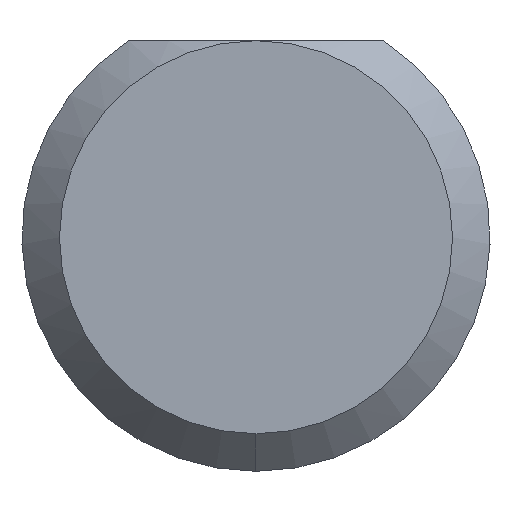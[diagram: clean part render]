
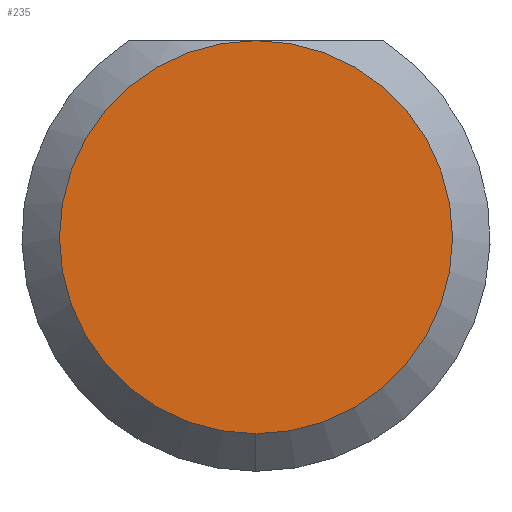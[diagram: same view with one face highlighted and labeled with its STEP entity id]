
A CAD part, left-side view. The second image highlights one B-rep face of the part: STEP entity #235.
In plain terms, the highlighted planar face has unit normal (-1, 0, 0).
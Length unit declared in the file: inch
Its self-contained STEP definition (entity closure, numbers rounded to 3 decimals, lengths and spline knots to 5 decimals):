
#14 = CARTESIAN_POINT ( 'NONE',  ( 0., 0., 0. ) ) ;
#27 = DIRECTION ( 'NONE',  ( -1., 0., 0. ) ) ;
#28 = CIRCLE ( 'NONE', #125, 0.05235 ) ;
#80 = PLANE ( 'NONE',  #725 ) ;
#119 = DIRECTION ( 'NONE',  ( -1., 0., 0. ) ) ;
#125 = AXIS2_PLACEMENT_3D ( 'NONE', #535, #119, #356 ) ;
#128 = EDGE_CURVE ( 'NONE', #285, #475, #417, .T. ) ;
#133 = DIRECTION ( 'NONE',  ( 1., 0., 0. ) ) ;
#138 = ORIENTED_EDGE ( 'NONE', *, *, #128, .T. ) ;
#199 = ORIENTED_EDGE ( 'NONE', *, *, #524, .T. ) ;
#235 = ADVANCED_FACE ( 'NONE', ( #574 ), #80, .F. ) ;
#285 = VERTEX_POINT ( 'NONE', #317 ) ;
#317 = CARTESIAN_POINT ( 'NONE',  ( 0., 0., 0.05235 ) ) ;
#321 = DIRECTION ( 'NONE',  ( 0., 0., 1. ) ) ;
#356 = DIRECTION ( 'NONE',  ( 0., 0., 1. ) ) ;
#390 = CARTESIAN_POINT ( 'NONE',  ( 0., 0., 0. ) ) ;
#417 = CIRCLE ( 'NONE', #550, 0.05235 ) ;
#475 = VERTEX_POINT ( 'NONE', #476 ) ;
#476 = CARTESIAN_POINT ( 'NONE',  ( 0., 0., -0.05235 ) ) ;
#524 = EDGE_CURVE ( 'NONE', #475, #285, #28, .T. ) ;
#535 = CARTESIAN_POINT ( 'NONE',  ( 0., 0., 0. ) ) ;
#550 = AXIS2_PLACEMENT_3D ( 'NONE', #390, #27, #321 ) ;
#574 = FACE_OUTER_BOUND ( 'NONE', #790, .T. ) ;
#684 = DIRECTION ( 'NONE',  ( 0., 0., -1. ) ) ;
#725 = AXIS2_PLACEMENT_3D ( 'NONE', #14, #133, #684 ) ;
#790 = EDGE_LOOP ( 'NONE', ( #138, #199 ) ) ;
